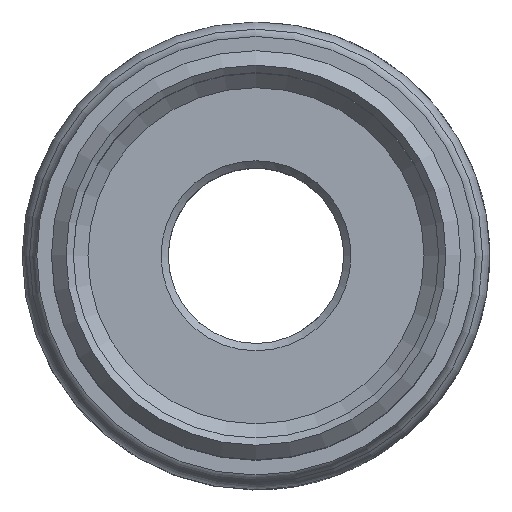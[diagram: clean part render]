
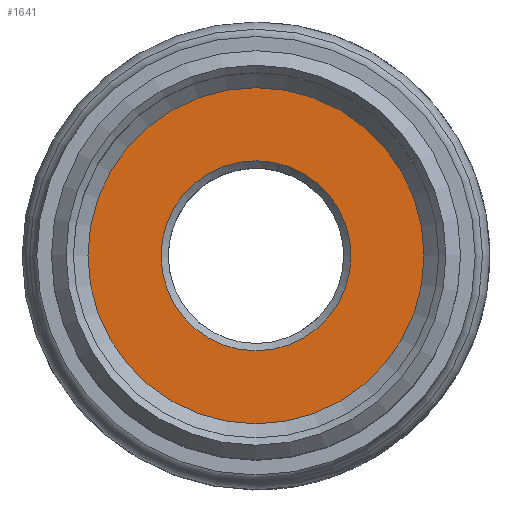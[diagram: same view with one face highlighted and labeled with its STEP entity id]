
A CAD part, top view. The second image highlights one B-rep face of the part: STEP entity #1641.
In plain terms, the highlighted planar face has unit normal (0, 0, 1).
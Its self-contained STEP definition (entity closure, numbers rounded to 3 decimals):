
#136=CIRCLE('',#1773,13.);
#139=CIRCLE('',#1778,23.);
#435=ORIENTED_EDGE('',*,*,#611,.T.);
#436=ORIENTED_EDGE('',*,*,#614,.F.);
#611=EDGE_CURVE('',#726,#726,#136,.T.);
#614=EDGE_CURVE('',#729,#729,#139,.T.);
#726=VERTEX_POINT('',#2543);
#729=VERTEX_POINT('',#2551);
#967=EDGE_LOOP('',(#435));
#968=EDGE_LOOP('',(#436));
#1061=FACE_BOUND('',#967,.T.);
#1062=FACE_BOUND('',#968,.T.);
#1098=PLANE('',#1779);
#1641=ADVANCED_FACE('',(#1061,#1062),#1098,.T.);
#1773=AXIS2_PLACEMENT_3D('',#2542,#2104,#2105);
#1778=AXIS2_PLACEMENT_3D('',#2550,#2114,#2115);
#1779=AXIS2_PLACEMENT_3D('',#2552,#2116,#2117);
#2104=DIRECTION('',(0.,0.,-1.));
#2105=DIRECTION('',(-1.,0.,0.));
#2114=DIRECTION('',(0.,0.,-1.));
#2115=DIRECTION('',(-1.,0.,0.));
#2116=DIRECTION('',(0.,0.,1.));
#2117=DIRECTION('',(1.,0.,0.));
#2542=CARTESIAN_POINT('',(0.,0.,131.01));
#2543=CARTESIAN_POINT('',(-13.,0.,131.01));
#2550=CARTESIAN_POINT('',(0.,0.,131.01));
#2551=CARTESIAN_POINT('',(-23.,0.,131.01));
#2552=CARTESIAN_POINT('',(-23.,0.,131.01));
